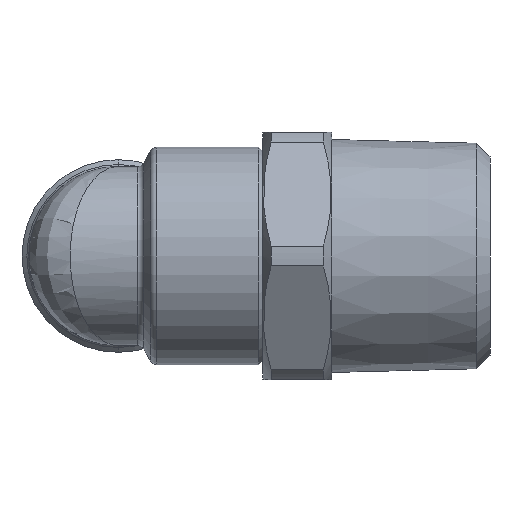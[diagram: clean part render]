
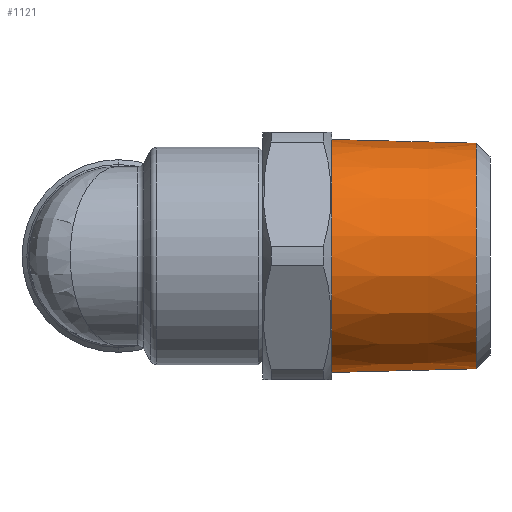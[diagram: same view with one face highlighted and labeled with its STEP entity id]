
A CAD part, left-side view. The second image highlights one B-rep face of the part: STEP entity #1121.
In plain terms, the highlighted conical face has half-angle 1.47 degrees and reference radius 8.462 mm.
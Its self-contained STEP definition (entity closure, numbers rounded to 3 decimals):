
#1083 = ORIENTED_EDGE ( 'NONE', *, *, #1103, .T. ) ;
#1086 = ORIENTED_EDGE ( 'NONE', *, *, #1488, .T. ) ;
#1087 = ORIENTED_EDGE ( 'NONE', *, *, #1490, .F. ) ;
#1103 = EDGE_CURVE ( 'NONE', #1501, #1498, #1997, .T. ) ;
#1107 = ORIENTED_EDGE ( 'NONE', *, *, #1119, .F. ) ;
#1117 = EDGE_LOOP ( 'NONE', ( #1087, #1107, #1086, #1083 ) ) ;
#1119 = EDGE_CURVE ( 'NONE', #1505, #1504, #2116, .T. ) ;
#1121 = ADVANCED_FACE ( 'NONE', ( #2111 ), #2117, .T. ) ;
#1488 = EDGE_CURVE ( 'NONE', #1505, #1501, #2284, .T. ) ;
#1490 = EDGE_CURVE ( 'NONE', #1504, #1498, #2280, .T. ) ;
#1498 = VERTEX_POINT ( 'NONE', #2256 ) ;
#1501 = VERTEX_POINT ( 'NONE', #2310 ) ;
#1504 = VERTEX_POINT ( 'NONE', #2305 ) ;
#1505 = VERTEX_POINT ( 'NONE', #2304 ) ;
#1988 = DIRECTION ( 'NONE',  ( 0., 0., -1. ) ) ;
#1994 = DIRECTION ( 'NONE',  ( 0., -1., 0. ) ) ;
#1995 = CARTESIAN_POINT ( 'NONE',  ( 0., -15.5, 0. ) ) ;
#1996 = AXIS2_PLACEMENT_3D ( 'NONE', #1995, #1994, #1988 ) ;
#1997 = CIRCLE ( 'NONE', #1996, 8.462 ) ;
#2032 = DIRECTION ( 'NONE',  ( 0., 1., 0. ) ) ;
#2033 = DIRECTION ( 'NONE',  ( 0., 0., 1. ) ) ;
#2109 = AXIS2_PLACEMENT_3D ( 'NONE', #2121, #2112, #2124 ) ;
#2111 = FACE_OUTER_BOUND ( 'NONE', #1117, .T. ) ;
#2112 = DIRECTION ( 'NONE',  ( 0., -1., 0. ) ) ;
#2116 = CIRCLE ( 'NONE', #2109, 8.192 ) ;
#2117 = CONICAL_SURFACE ( 'NONE', #2126, 8.462, 0.026 ) ;
#2121 = CARTESIAN_POINT ( 'NONE',  ( 0., -26., 0. ) ) ;
#2124 = DIRECTION ( 'NONE',  ( 0., 0., -1. ) ) ;
#2125 = CARTESIAN_POINT ( 'NONE',  ( 0., -15.5, 0. ) ) ;
#2126 = AXIS2_PLACEMENT_3D ( 'NONE', #2125, #2032, #2033 ) ;
#2256 = CARTESIAN_POINT ( 'NONE',  ( 0., -15.5, -8.462 ) ) ;
#2277 = DIRECTION ( 'NONE',  ( 0., 1., -0.026 ) ) ;
#2278 = VECTOR ( 'NONE', #2277, 1000. ) ;
#2279 = CARTESIAN_POINT ( 'NONE',  ( 0., -15.5, -8.462 ) ) ;
#2280 = LINE ( 'NONE', #2279, #2278 ) ;
#2281 = DIRECTION ( 'NONE',  ( 0., 1., 0.026 ) ) ;
#2282 = VECTOR ( 'NONE', #2281, 1000. ) ;
#2283 = CARTESIAN_POINT ( 'NONE',  ( 0., -15.5, 8.462 ) ) ;
#2284 = LINE ( 'NONE', #2283, #2282 ) ;
#2304 = CARTESIAN_POINT ( 'NONE',  ( 0., -26., 8.192 ) ) ;
#2305 = CARTESIAN_POINT ( 'NONE',  ( 0., -26., -8.192 ) ) ;
#2310 = CARTESIAN_POINT ( 'NONE',  ( 0., -15.5, 8.462 ) ) ;
